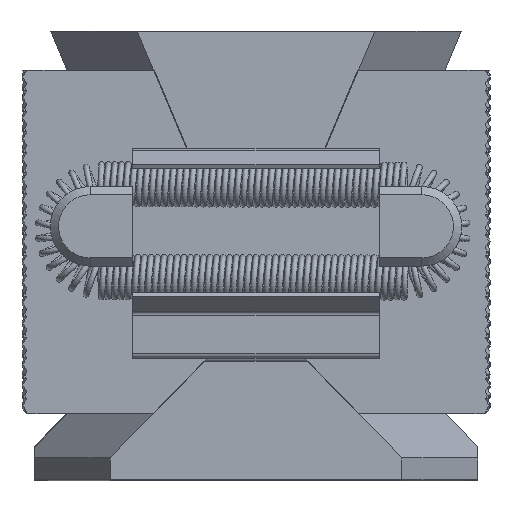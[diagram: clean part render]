
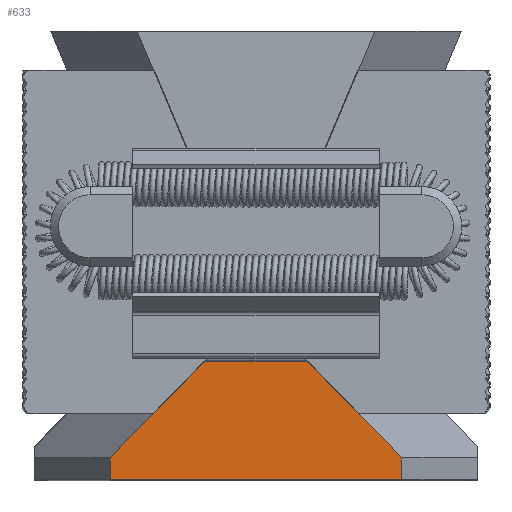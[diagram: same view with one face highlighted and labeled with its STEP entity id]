
A CAD part, front view. The second image highlights one B-rep face of the part: STEP entity #633.
In plain terms, the highlighted face is planar.
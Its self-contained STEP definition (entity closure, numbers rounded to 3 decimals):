
#300=CARTESIAN_POINT('',(25.48,44.751,0.2));
#301=VERTEX_POINT('',#300);
#309=CARTESIAN_POINT('',(25.48,9.249,0.2));
#310=VERTEX_POINT('',#309);
#311=CARTESIAN_POINT('',(25.48,44.751,0.2));
#312=DIRECTION('',(0.0,-1.0,0.0));
#313=VECTOR('',#312,35.502);
#314=LINE('',#311,#313);
#315=EDGE_CURVE('',#301,#310,#314,.T.);
#576=CARTESIAN_POINT('',(25.48,9.249,2.8));
#577=VERTEX_POINT('',#576);
#578=CARTESIAN_POINT('',(25.48,9.249,0.2));
#579=DIRECTION('',(0.0,0.0,1.0));
#580=VECTOR('',#579,2.6);
#581=LINE('',#578,#580);
#582=EDGE_CURVE('',#310,#577,#581,.T.);
#594=CARTESIAN_POINT('',(25.48,44.751,0.0));
#595=DIRECTION('',(1.0,0.0,0.0));
#596=DIRECTION('',(0.0,0.0,-1.0));
#597=AXIS2_PLACEMENT_3D('',#594,#595,#596);
#598=PLANE('',#597);
#599=ORIENTED_EDGE('',*,*,#315,.F.);
#600=CARTESIAN_POINT('',(25.48,44.751,2.8));
#601=VERTEX_POINT('',#600);
#602=CARTESIAN_POINT('',(25.48,44.751,0.2));
#603=DIRECTION('',(0.0,0.0,1.0));
#604=VECTOR('',#603,2.6);
#605=LINE('',#602,#604);
#606=EDGE_CURVE('',#301,#601,#605,.T.);
#607=ORIENTED_EDGE('',*,*,#606,.T.);
#608=CARTESIAN_POINT('',(25.48,33.358,14.6));
#609=VERTEX_POINT('',#608);
#610=CARTESIAN_POINT('',(25.48,33.358,14.6));
#611=DIRECTION('',(0.0,0.695,-0.719));
#612=VECTOR('',#611,16.402);
#613=LINE('',#610,#612);
#614=EDGE_CURVE('',#609,#601,#613,.T.);
#615=ORIENTED_EDGE('',*,*,#614,.F.);
#616=CARTESIAN_POINT('',(25.48,20.642,14.6));
#617=VERTEX_POINT('',#616);
#618=CARTESIAN_POINT('',(25.48,33.358,14.6));
#619=DIRECTION('',(0.0,-1.0,0.0));
#620=VECTOR('',#619,12.716);
#621=LINE('',#618,#620);
#622=EDGE_CURVE('',#609,#617,#621,.T.);
#623=ORIENTED_EDGE('',*,*,#622,.T.);
#624=CARTESIAN_POINT('',(25.48,9.249,2.8));
#625=DIRECTION('',(0.0,0.695,0.719));
#626=VECTOR('',#625,16.402);
#627=LINE('',#624,#626);
#628=EDGE_CURVE('',#577,#617,#627,.T.);
#629=ORIENTED_EDGE('',*,*,#628,.F.);
#630=ORIENTED_EDGE('',*,*,#582,.F.);
#631=EDGE_LOOP('',(#599,#607,#615,#623,#629,#630));
#632=FACE_OUTER_BOUND('',#631,.T.);
#633=ADVANCED_FACE('',(#632),#598,.T.);
